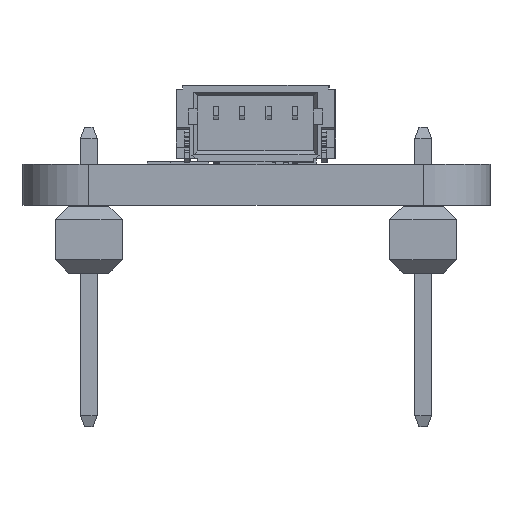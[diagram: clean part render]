
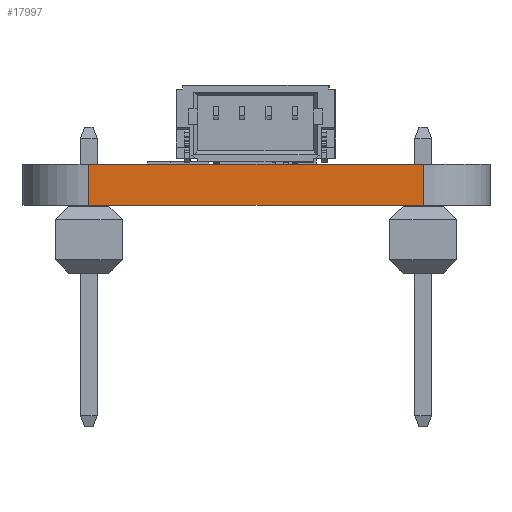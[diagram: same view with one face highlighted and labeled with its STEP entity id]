
A CAD part, left-side view. The second image highlights one B-rep face of the part: STEP entity #17997.
In plain terms, the highlighted planar face has unit normal (-1, 0, 0).
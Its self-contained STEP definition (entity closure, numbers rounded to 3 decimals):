
#554=PLANE('',#19326);
#1453=FACE_OUTER_BOUND('',#2449,.T.);
#2449=EDGE_LOOP('',(#12834,#12835,#12836,#12837));
#3552=LINE('',#25752,#5851);
#3574=LINE('',#25809,#5873);
#3575=LINE('',#25811,#5874);
#3576=LINE('',#25812,#5875);
#5851=VECTOR('',#20817,10.);
#5873=VECTOR('',#20871,10.);
#5874=VECTOR('',#20874,10.);
#5875=VECTOR('',#20875,10.);
#8476=VERTEX_POINT('',#25749);
#8477=VERTEX_POINT('',#25751);
#8495=VERTEX_POINT('',#25805);
#8496=VERTEX_POINT('',#25807);
#10167=EDGE_CURVE('',#8476,#8477,#3552,.T.);
#10196=EDGE_CURVE('',#8495,#8496,#3574,.T.);
#10197=EDGE_CURVE('',#8476,#8495,#3575,.T.);
#10198=EDGE_CURVE('',#8477,#8496,#3576,.T.);
#12834=ORIENTED_EDGE('',*,*,#10197,.T.);
#12835=ORIENTED_EDGE('',*,*,#10196,.T.);
#12836=ORIENTED_EDGE('',*,*,#10198,.F.);
#12837=ORIENTED_EDGE('',*,*,#10167,.F.);
#17997=ADVANCED_FACE('',(#1453),#554,.T.);
#19326=AXIS2_PLACEMENT_3D('',#25810,#20872,#20873);
#20817=DIRECTION('',(0.,0.,1.));
#20871=DIRECTION('',(0.,0.,1.));
#20872=DIRECTION('center_axis',(-1.,0.,0.));
#20873=DIRECTION('ref_axis',(0.,-1.,0.));
#20874=DIRECTION('',(0.,-1.,0.));
#20875=DIRECTION('',(0.,-1.,0.));
#25749=CARTESIAN_POINT('',(0.,15.24,0.));
#25751=CARTESIAN_POINT('',(0.,15.24,1.57));
#25752=CARTESIAN_POINT('',(0.,15.24,0.));
#25805=CARTESIAN_POINT('',(0.,2.54,0.));
#25807=CARTESIAN_POINT('',(0.,2.54,1.57));
#25809=CARTESIAN_POINT('',(0.,2.54,0.));
#25810=CARTESIAN_POINT('Origin',(0.,15.24,0.));
#25811=CARTESIAN_POINT('',(0.,15.24,0.));
#25812=CARTESIAN_POINT('',(0.,15.24,1.57));
